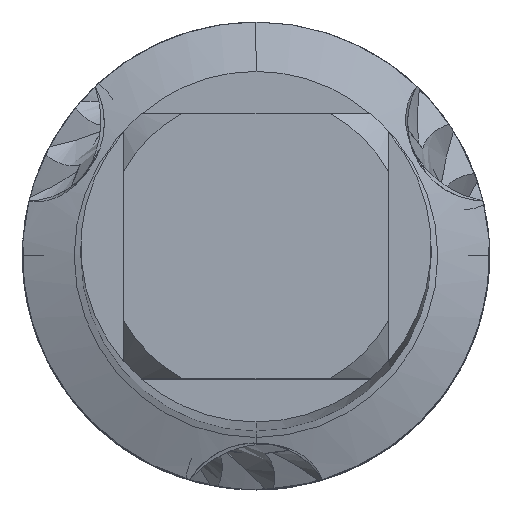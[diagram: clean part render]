
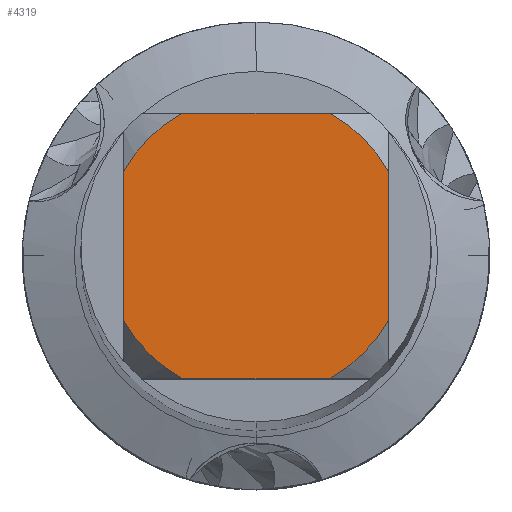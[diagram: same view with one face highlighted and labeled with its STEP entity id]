
A CAD part, top view. The second image highlights one B-rep face of the part: STEP entity #4319.
In plain terms, the highlighted planar face has unit normal (0, 0, 1).
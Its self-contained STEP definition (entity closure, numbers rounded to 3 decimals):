
#1773=EDGE_CURVE('',#2599,#1815,#4731,.T.);
#1815=VERTEX_POINT('',#4776);
#1885=EDGE_CURVE('',#2453,#2099,#4851,.T.);
#1929=EDGE_CURVE('',#3033,#1969,#4898,.T.);
#1969=VERTEX_POINT('',#4942);
#1995=EDGE_CURVE('',#3033,#2099,#4971,.T.);
#2099=VERTEX_POINT('',#5088);
#2451=EDGE_CURVE('',#2535,#1815,#5471,.T.);
#2453=VERTEX_POINT('',#5473);
#2535=VERTEX_POINT('',#5560);
#2563=EDGE_CURVE('',#2535,#1969,#5589,.T.);
#2599=VERTEX_POINT('',#5627);
#2739=EDGE_CURVE('',#2453,#4267,#5780,.T.);
#3033=VERTEX_POINT('',#6096);
#3199=EDGE_CURVE('',#2599,#4267,#6280,.T.);
#4267=VERTEX_POINT('',#7450);
#4319=ADVANCED_FACE('',(#7505),#7506,.T.);
#4731=LINE('',#8337,#8338);
#4776=CARTESIAN_POINT('',(1.7,0.955,0.0));
#4851=CIRCLE('',#8661,1.95);
#4898=CIRCLE('',#8739,1.95);
#4942=CARTESIAN_POINT('',(-0.955,1.7,0.0));
#4971=LINE('',#8922,#8923);
#5088=CARTESIAN_POINT('',(-1.7,-0.955,0.0));
#5471=CIRCLE('',#10154,1.95);
#5473=CARTESIAN_POINT('',(-0.955,-1.7,0.0));
#5560=CARTESIAN_POINT('',(0.955,1.7,0.0));
#5589=LINE('',#10450,#10451);
#5627=CARTESIAN_POINT('',(1.7,-0.955,0.0));
#5780=LINE('',#11284,#11285);
#6096=CARTESIAN_POINT('',(-1.7,0.955,0.0));
#6280=CIRCLE('',#12563,1.95);
#7450=CARTESIAN_POINT('',(0.955,-1.7,0.0));
#7505=FACE_OUTER_BOUND('',#15854,.T.);
#7506=PLANE('',#15855);
#8337=CARTESIAN_POINT('',(1.7,0.488,0.0));
#8338=VECTOR('',#16424,1.0);
#8661=AXIS2_PLACEMENT_3D('',#16525,#16526,#16527);
#8739=AXIS2_PLACEMENT_3D('',#16571,#16572,#16573);
#8922=CARTESIAN_POINT('',(-1.7,0.488,0.0));
#8923=VECTOR('',#16647,1.0);
#10154=AXIS2_PLACEMENT_3D('',#17158,#17159,#17160);
#10450=CARTESIAN_POINT('',(0.0,1.7,0.0));
#10451=VECTOR('',#17256,1.0);
#11284=CARTESIAN_POINT('',(0.0,-1.7,0.0));
#11285=VECTOR('',#17518,1.0);
#12563=AXIS2_PLACEMENT_3D('',#18130,#18131,#18132);
#15854=EDGE_LOOP('',(#19508,#19509,#19510,#19511,#19512,#19513,#19514,#19515));
#15855=AXIS2_PLACEMENT_3D('',#19516,#19517,#19518);
#16424=DIRECTION('',(-0.0,1.0,0.0));
#16525=CARTESIAN_POINT('',(0.0,0.0,0.0));
#16526=DIRECTION('',(0.0,0.0,-1.0));
#16527=DIRECTION('',(0.0,1.0,0.0));
#16571=CARTESIAN_POINT('',(0.0,0.0,0.0));
#16572=DIRECTION('',(0.0,0.0,-1.0));
#16573=DIRECTION('',(0.0,1.0,0.0));
#16647=DIRECTION('',(-0.0,-1.0,0.0));
#17158=CARTESIAN_POINT('',(0.0,0.0,0.0));
#17159=DIRECTION('',(0.0,0.0,-1.0));
#17160=DIRECTION('',(0.0,1.0,0.0));
#17256=DIRECTION('',(-1.0,0.0,0.0));
#17518=DIRECTION('',(1.0,0.0,0.0));
#18130=CARTESIAN_POINT('',(0.0,0.0,0.0));
#18131=DIRECTION('',(0.0,0.0,-1.0));
#18132=DIRECTION('',(0.0,1.0,0.0));
#19508=ORIENTED_EDGE('',*,*,#1995,.T.);
#19509=ORIENTED_EDGE('',*,*,#1885,.F.);
#19510=ORIENTED_EDGE('',*,*,#2739,.T.);
#19511=ORIENTED_EDGE('',*,*,#3199,.F.);
#19512=ORIENTED_EDGE('',*,*,#1773,.T.);
#19513=ORIENTED_EDGE('',*,*,#2451,.F.);
#19514=ORIENTED_EDGE('',*,*,#2563,.T.);
#19515=ORIENTED_EDGE('',*,*,#1929,.F.);
#19516=CARTESIAN_POINT('',(0.0,0.975,0.0));
#19517=DIRECTION('',(-0.0,0.0,1.0));
#19518=DIRECTION('',(0.0,-1.0,0.0));
